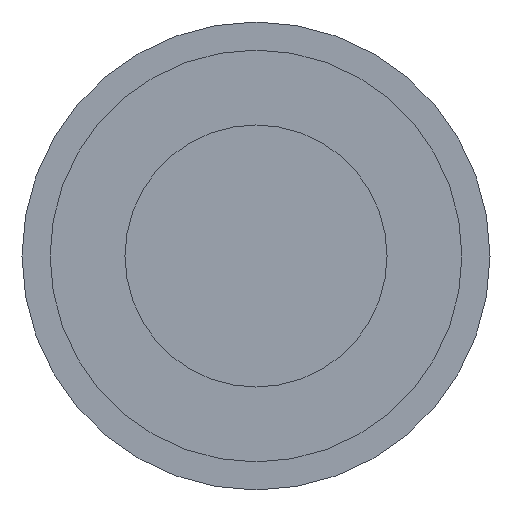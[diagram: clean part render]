
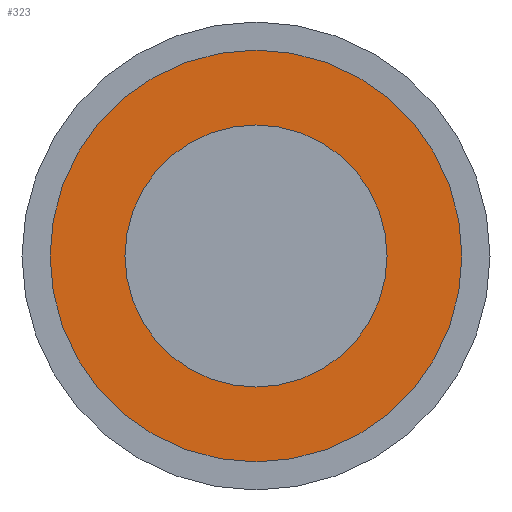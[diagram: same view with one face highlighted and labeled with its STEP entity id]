
A CAD part, left-side view. The second image highlights one B-rep face of the part: STEP entity #323.
In plain terms, the highlighted face is planar.
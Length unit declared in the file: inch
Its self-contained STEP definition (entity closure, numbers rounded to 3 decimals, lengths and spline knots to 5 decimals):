
#6 = VERTEX_POINT ( 'NONE', #68 ) ;
#21 = AXIS2_PLACEMENT_3D ( 'NONE', #164, #161, #81 ) ;
#28 = CARTESIAN_POINT ( 'NONE',  ( 0., -0.45276, -0.05512 ) ) ;
#34 = EDGE_LOOP ( 'NONE', ( #205, #295 ) ) ;
#40 = VERTEX_POINT ( 'NONE', #28 ) ;
#56 = CIRCLE ( 'NONE', #257, 0.05512 ) ;
#68 = CARTESIAN_POINT ( 'NONE',  ( 0., -0.45276, 0.05512 ) ) ;
#71 = EDGE_CURVE ( 'NONE', #210, #101, #433, .T. ) ;
#76 = AXIS2_PLACEMENT_3D ( 'NONE', #337, #118, #237 ) ;
#81 = DIRECTION ( 'NONE',  ( 0., 0., -1. ) ) ;
#89 = EDGE_CURVE ( 'NONE', #40, #6, #472, .T. ) ;
#92 = ORIENTED_EDGE ( 'NONE', *, *, #71, .F. ) ;
#101 = VERTEX_POINT ( 'NONE', #276 ) ;
#108 = CARTESIAN_POINT ( 'NONE',  ( 0.05512, -0.45276, 0. ) ) ;
#118 = DIRECTION ( 'NONE',  ( 0., -1., 0. ) ) ;
#131 = FACE_BOUND ( 'NONE', #34, .T. ) ;
#147 = CARTESIAN_POINT ( 'NONE',  ( 0., -0.45276, 0. ) ) ;
#158 = EDGE_CURVE ( 'NONE', #101, #210, #160, .T. ) ;
#160 = CIRCLE ( 'NONE', #21, 0.08661 ) ;
#161 = DIRECTION ( 'NONE',  ( 0., 1., 0. ) ) ;
#164 = CARTESIAN_POINT ( 'NONE',  ( 0., -0.45276, 0. ) ) ;
#182 = EDGE_CURVE ( 'NONE', #6, #40, #56, .T. ) ;
#205 = ORIENTED_EDGE ( 'NONE', *, *, #182, .F. ) ;
#210 = VERTEX_POINT ( 'NONE', #362 ) ;
#237 = DIRECTION ( 'NONE',  ( 0., 0., -1. ) ) ;
#257 = AXIS2_PLACEMENT_3D ( 'NONE', #448, #484, #283 ) ;
#260 = AXIS2_PLACEMENT_3D ( 'NONE', #147, #270, #308 ) ;
#263 = DIRECTION ( 'NONE',  ( 0., 0., 1. ) ) ;
#270 = DIRECTION ( 'NONE',  ( 0., 1., 0. ) ) ;
#276 = CARTESIAN_POINT ( 'NONE',  ( 0., -0.45276, -0.08661 ) ) ;
#283 = DIRECTION ( 'NONE',  ( 0., 0., -1. ) ) ;
#295 = ORIENTED_EDGE ( 'NONE', *, *, #89, .F. ) ;
#306 = AXIS2_PLACEMENT_3D ( 'NONE', #108, #496, #263 ) ;
#308 = DIRECTION ( 'NONE',  ( 0., 0., -1. ) ) ;
#323 = ADVANCED_FACE ( 'NONE', ( #131, #454 ), #503, .F. ) ;
#337 = CARTESIAN_POINT ( 'NONE',  ( 0., -0.45276, 0. ) ) ;
#362 = CARTESIAN_POINT ( 'NONE',  ( 0., -0.45276, 0.08661 ) ) ;
#372 = ORIENTED_EDGE ( 'NONE', *, *, #158, .F. ) ;
#382 = EDGE_LOOP ( 'NONE', ( #372, #92 ) ) ;
#433 = CIRCLE ( 'NONE', #260, 0.08661 ) ;
#448 = CARTESIAN_POINT ( 'NONE',  ( 0., -0.45276, 0. ) ) ;
#454 = FACE_OUTER_BOUND ( 'NONE', #382, .T. ) ;
#472 = CIRCLE ( 'NONE', #76, 0.05512 ) ;
#484 = DIRECTION ( 'NONE',  ( 0., -1., 0. ) ) ;
#496 = DIRECTION ( 'NONE',  ( 0., 1., 0. ) ) ;
#503 = PLANE ( 'NONE',  #306 ) ;
